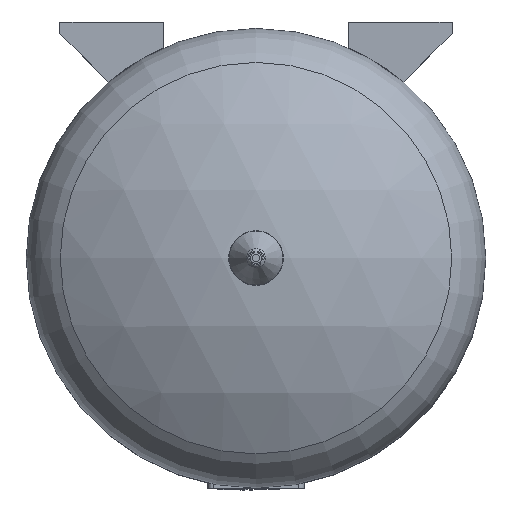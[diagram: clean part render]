
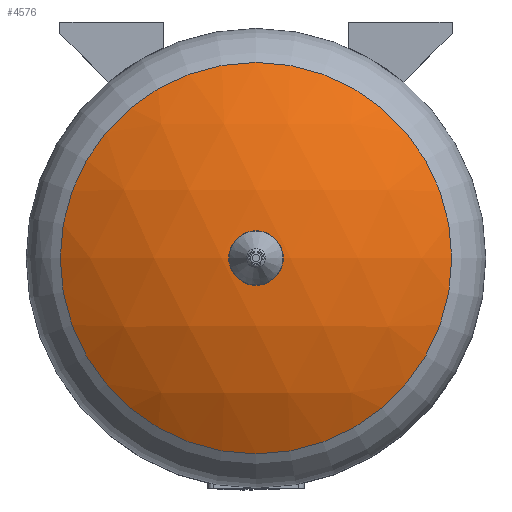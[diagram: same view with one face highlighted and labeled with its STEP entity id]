
A CAD part, top view. The second image highlights one B-rep face of the part: STEP entity #4576.
In plain terms, the highlighted spherical face has radius 284 mm.
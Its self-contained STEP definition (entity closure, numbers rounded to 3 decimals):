
#1221=FACE_OUTER_BOUND('',#1513,.T.);
#1513=EDGE_LOOP('',(#3250));
#1876=CIRCLE('',#4886,150.719);
#2125=VERTEX_POINT('',#6909);
#2588=EDGE_CURVE('',#2125,#2125,#1876,.T.);
#3250=ORIENTED_EDGE('',*,*,#2588,.F.);
#4574=SPHERICAL_SURFACE('',#4885,284.);
#4576=ADVANCED_FACE('',(#1221),#4574,.T.);
#4885=AXIS2_PLACEMENT_3D('',#6908,#5427,#5428);
#4886=AXIS2_PLACEMENT_3D('',#6910,#5429,#5430);
#5427=DIRECTION('center_axis',(0.,1.,0.));
#5428=DIRECTION('ref_axis',(1.,0.,0.));
#5429=DIRECTION('center_axis',(0.,0.,
-1.));
#5430=DIRECTION('ref_axis',(-1.,0.,0.));
#6908=CARTESIAN_POINT('Origin',(0.,0.,
146.5));
#6909=CARTESIAN_POINT('',(-150.719,0.,387.207));
#6910=CARTESIAN_POINT('Origin',(0.,0.,
387.207));
